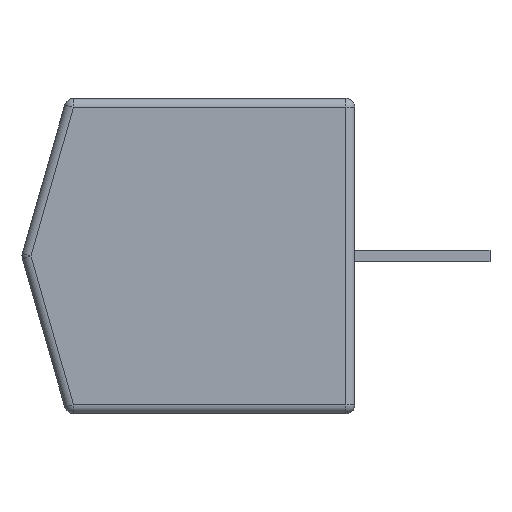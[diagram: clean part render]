
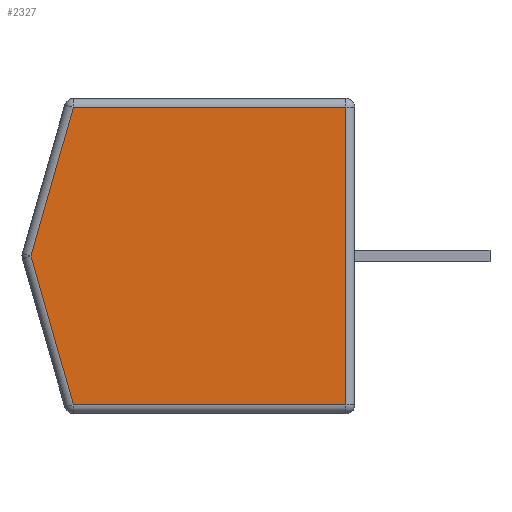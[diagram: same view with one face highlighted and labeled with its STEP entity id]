
A CAD part, left-side view. The second image highlights one B-rep face of the part: STEP entity #2327.
In plain terms, the highlighted planar face has unit normal (-1, 0, 0).
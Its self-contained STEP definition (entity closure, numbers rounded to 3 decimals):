
#45 = VECTOR ( 'NONE', #1283, 1000. ) ;
#103 = EDGE_LOOP ( 'NONE', ( #172, #2684, #810, #118, #2255 ) ) ;
#115 = CARTESIAN_POINT ( 'NONE',  ( 0., 3.691, 1.054 ) ) ;
#118 = ORIENTED_EDGE ( 'NONE', *, *, #388, .T. ) ;
#172 = ORIENTED_EDGE ( 'NONE', *, *, #365, .T. ) ;
#251 = VECTOR ( 'NONE', #870, 1000. ) ;
#352 = LINE ( 'NONE', #2496, #2565 ) ;
#365 = EDGE_CURVE ( 'NONE', #451, #1410, #1077, .T. ) ;
#388 = EDGE_CURVE ( 'NONE', #2718, #1206, #2428, .T. ) ;
#434 = CARTESIAN_POINT ( 'NONE',  ( 0., 3.691, -1.054 ) ) ;
#451 = VERTEX_POINT ( 'NONE', #769 ) ;
#680 = CARTESIAN_POINT ( 'NONE',  ( 0., 3.049, -3.3 ) ) ;
#688 = VECTOR ( 'NONE', #2679, 1000. ) ;
#751 = CARTESIAN_POINT ( 'NONE',  ( 0., 0., 0. ) ) ;
#769 = CARTESIAN_POINT ( 'NONE',  ( 0., -3., -3.3 ) ) ;
#810 = ORIENTED_EDGE ( 'NONE', *, *, #2088, .T. ) ;
#833 = CARTESIAN_POINT ( 'NONE',  ( 0., 3.992, 0. ) ) ;
#870 = DIRECTION ( 'NONE',  ( 0., 1., 0. ) ) ;
#1048 = CARTESIAN_POINT ( 'NONE',  ( 0., 0., 3.3 ) ) ;
#1077 = LINE ( 'NONE', #2359, #2627 ) ;
#1200 = DIRECTION ( 'NONE',  ( 0., -1., 0. ) ) ;
#1206 = VERTEX_POINT ( 'NONE', #680 ) ;
#1229 = CARTESIAN_POINT ( 'NONE',  ( 0., 3.049, 3.3 ) ) ;
#1283 = DIRECTION ( 'NONE',  ( 0., -0.275, -0.962 ) ) ;
#1322 = FACE_OUTER_BOUND ( 'NONE', #103, .T. ) ;
#1395 = DIRECTION ( 'NONE',  ( 1., 0., 0. ) ) ;
#1410 = VERTEX_POINT ( 'NONE', #1756 ) ;
#1544 = DIRECTION ( 'NONE',  ( 0., 0., -1. ) ) ;
#1660 = EDGE_CURVE ( 'NONE', #1410, #2253, #2091, .T. ) ;
#1756 = CARTESIAN_POINT ( 'NONE',  ( 0., -3., 3.3 ) ) ;
#1799 = LINE ( 'NONE', #115, #688 ) ;
#1938 = DIRECTION ( 'NONE',  ( 0., 0., 1. ) ) ;
#2088 = EDGE_CURVE ( 'NONE', #2253, #2718, #1799, .T. ) ;
#2091 = LINE ( 'NONE', #1048, #251 ) ;
#2253 = VERTEX_POINT ( 'NONE', #1229 ) ;
#2255 = ORIENTED_EDGE ( 'NONE', *, *, #2642, .T. ) ;
#2327 = ADVANCED_FACE ( 'NONE', ( #1322 ), #2343, .F. ) ;
#2343 = PLANE ( 'NONE',  #2646 ) ;
#2359 = CARTESIAN_POINT ( 'NONE',  ( 0., -3., 0. ) ) ;
#2428 = LINE ( 'NONE', #434, #45 ) ;
#2496 = CARTESIAN_POINT ( 'NONE',  ( 0., 0., -3.3 ) ) ;
#2565 = VECTOR ( 'NONE', #1200, 1000. ) ;
#2627 = VECTOR ( 'NONE', #1938, 1000. ) ;
#2642 = EDGE_CURVE ( 'NONE', #1206, #451, #352, .T. ) ;
#2646 = AXIS2_PLACEMENT_3D ( 'NONE', #751, #1395, #1544 ) ;
#2679 = DIRECTION ( 'NONE',  ( 0., 0.275, -0.962 ) ) ;
#2684 = ORIENTED_EDGE ( 'NONE', *, *, #1660, .T. ) ;
#2718 = VERTEX_POINT ( 'NONE', #833 ) ;
